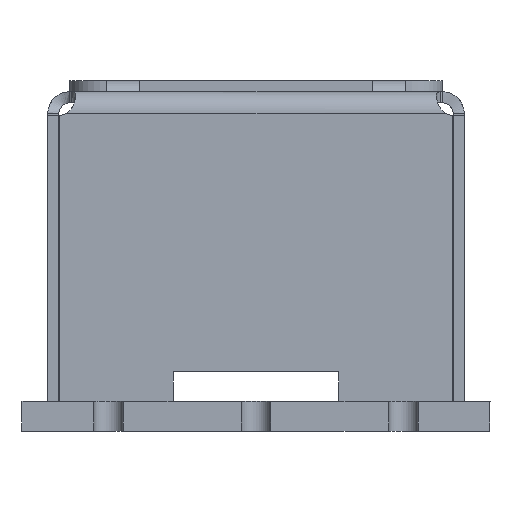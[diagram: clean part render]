
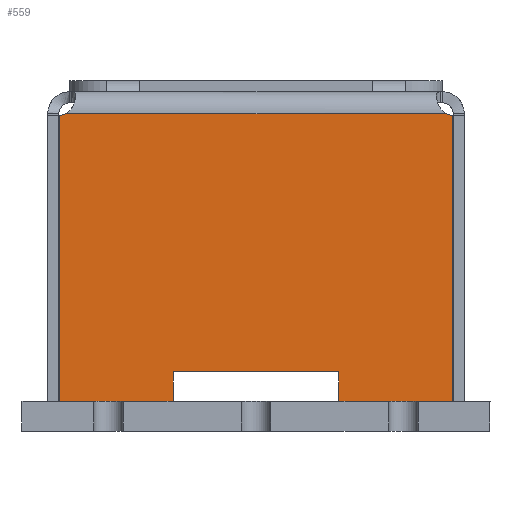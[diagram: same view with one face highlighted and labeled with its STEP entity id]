
A CAD part, left-side view. The second image highlights one B-rep face of the part: STEP entity #559.
In plain terms, the highlighted planar face has unit normal (-1, 0, 0).
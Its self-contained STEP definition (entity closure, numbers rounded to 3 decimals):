
#559=ADVANCED_FACE('',(#9120),#9122,.F.);
#9120=FACE_BOUND('',#9121,.T.);
#9121=EDGE_LOOP('',(#19921,#19922,#19923,#19924,#19925,#19926,#19927,#19928,#19929,
#19930,#19931,#19932,#19933,#19934,#19935,#19936,#19937,#19938));
#9122=PLANE('',#9123);
#9123=AXIS2_PLACEMENT_3D('',#9124,#9125,#9126);
#9124=CARTESIAN_POINT('',(-19.05,0.,9.213));
#9125=DIRECTION('',(1.,0.,0.));
#9126=DIRECTION('',(0.,0.,-1.));
#19921=ORIENTED_EDGE('',*,*,#24921,.F.);
#19922=ORIENTED_EDGE('',*,*,#24922,.F.);
#19923=ORIENTED_EDGE('',*,*,#24913,.F.);
#19924=ORIENTED_EDGE('',*,*,#24923,.F.);
#19925=ORIENTED_EDGE('',*,*,#24924,.T.);
#19926=ORIENTED_EDGE('',*,*,#24756,.T.);
#19927=ORIENTED_EDGE('',*,*,#24925,.F.);
#19928=ORIENTED_EDGE('',*,*,#24926,.F.);
#19929=ORIENTED_EDGE('',*,*,#24927,.T.);
#19930=ORIENTED_EDGE('',*,*,#24753,.T.);
#19931=ORIENTED_EDGE('',*,*,#24928,.T.);
#19932=ORIENTED_EDGE('',*,*,#24929,.T.);
#19933=ORIENTED_EDGE('',*,*,#24930,.T.);
#19934=ORIENTED_EDGE('',*,*,#24743,.T.);
#19935=ORIENTED_EDGE('',*,*,#24931,.F.);
#19936=ORIENTED_EDGE('',*,*,#24932,.F.);
#19937=ORIENTED_EDGE('',*,*,#24933,.T.);
#19938=ORIENTED_EDGE('',*,*,#24762,.T.);
#24743=EDGE_CURVE('',#27332,#27333,#27334,.T.);
#24753=EDGE_CURVE('',#27353,#27351,#27354,.T.);
#24756=EDGE_CURVE('',#27359,#27356,#27360,.T.);
#24762=EDGE_CURVE('',#27365,#27369,#27371,.T.);
#24913=EDGE_CURVE('',#27630,#27631,#27632,.T.);
#24921=EDGE_CURVE('',#27642,#27369,#27644,.T.);
#24922=EDGE_CURVE('',#27631,#27642,#27645,.T.);
#24923=EDGE_CURVE('',#27646,#27630,#27647,.T.);
#24924=EDGE_CURVE('',#27646,#27359,#27648,.T.);
#24925=EDGE_CURVE('',#27649,#27356,#27650,.T.);
#24926=EDGE_CURVE('',#27651,#27649,#27652,.T.);
#24927=EDGE_CURVE('',#27651,#27353,#27653,.T.);
#24928=EDGE_CURVE('',#27351,#27654,#27655,.T.);
#24929=EDGE_CURVE('',#27654,#27656,#27657,.T.);
#24930=EDGE_CURVE('',#27656,#27332,#27658,.T.);
#24931=EDGE_CURVE('',#27659,#27333,#27660,.T.);
#24932=EDGE_CURVE('',#27661,#27659,#27662,.T.);
#24933=EDGE_CURVE('',#27661,#27365,#27663,.T.);
#27332=VERTEX_POINT('',#31727);
#27333=VERTEX_POINT('',#31728);
#27334=LINE('',#31729,#31730);
#27351=VERTEX_POINT('',#31764);
#27353=VERTEX_POINT('',#31768);
#27354=LINE('',#31769,#31770);
#27356=VERTEX_POINT('',#31775);
#27359=VERTEX_POINT('',#31780);
#27360=LINE('',#31781,#31782);
#27365=VERTEX_POINT('',#31792);
#27369=VERTEX_POINT('',#31800);
#27371=LINE('',#31804,#31805);
#27630=VERTEX_POINT('',#32447);
#27631=VERTEX_POINT('',#32448);
#27632=LINE('',#32449,#32450);
#27642=VERTEX_POINT('',#32535);
#27644=LINE('',#32539,#32540);
#27645=CIRCLE('',#32542,0.45);
#27646=VERTEX_POINT('',#32546);
#27647=CIRCLE('',#32547,0.45);
#27648=LINE('',#32551,#32552);
#27649=VERTEX_POINT('',#32554);
#27650=LINE('',#32555,#32556);
#27651=VERTEX_POINT('',#32558);
#27652=LINE('',#32559,#32560);
#27653=LINE('',#32562,#32563);
#27654=VERTEX_POINT('',#32565);
#27655=LINE('',#32566,#32567);
#27656=VERTEX_POINT('',#32569);
#27657=LINE('',#32570,#32571);
#27658=LINE('',#32573,#32574);
#27659=VERTEX_POINT('',#32576);
#27660=LINE('',#32577,#32578);
#27661=VERTEX_POINT('',#32580);
#27662=LINE('',#32581,#32582);
#27663=LINE('',#32584,#32585);
#31727=CARTESIAN_POINT('',(-19.05,-2.25,0.813));
#31728=CARTESIAN_POINT('',(-19.05,-4.15,0.813));
#31729=CARTESIAN_POINT('',(-19.05,-2.25,0.813));
#31730=VECTOR('',#31731,1.);
#31731=DIRECTION('',(0.,-1.,0.));
#31764=CARTESIAN_POINT('',(-19.05,2.25,0.813));
#31768=CARTESIAN_POINT('',(-19.05,4.15,0.813));
#31769=CARTESIAN_POINT('',(-19.05,4.15,0.813));
#31770=VECTOR('',#31771,1.);
#31771=DIRECTION('',(0.,-1.,0.));
#31775=CARTESIAN_POINT('',(-19.05,4.65,0.813));
#31780=CARTESIAN_POINT('',(-19.05,5.343,0.813));
#31781=CARTESIAN_POINT('',(-19.05,5.343,0.813));
#31782=VECTOR('',#31783,1.);
#31783=DIRECTION('',(0.,-1.,0.));
#31792=CARTESIAN_POINT('',(-19.05,-4.65,0.813));
#31800=CARTESIAN_POINT('',(-19.05,-5.343,0.813));
#31804=CARTESIAN_POINT('',(-19.05,-4.65,0.813));
#31805=VECTOR('',#31806,1.);
#31806=DIRECTION('',(0.,-1.,0.));
#32447=CARTESIAN_POINT('',(-19.05,5.166,8.613));
#32448=CARTESIAN_POINT('',(-19.05,-5.166,8.613));
#32449=CARTESIAN_POINT('',(-19.05,5.166,8.613));
#32450=VECTOR('',#32451,1.);
#32451=DIRECTION('',(0.,-1.,0.));
#32535=CARTESIAN_POINT('',(-19.05,-5.343,8.577));
#32539=CARTESIAN_POINT('',(-19.05,-5.343,8.577));
#32540=VECTOR('',#32541,1.);
#32541=DIRECTION('',(0.,0.,-1.));
#32542=AXIS2_PLACEMENT_3D('',#32543,#32544,#32545);
#32543=CARTESIAN_POINT('',(-19.05,-5.343,9.027));
#32544=DIRECTION('',(-1.,0.,0.));
#32545=DIRECTION('',(0.,0.392,-0.92));
#32546=CARTESIAN_POINT('',(-19.05,5.343,8.577));
#32547=AXIS2_PLACEMENT_3D('',#32548,#32549,#32550);
#32548=CARTESIAN_POINT('',(-19.05,5.343,9.027));
#32549=DIRECTION('',(-1.,0.,0.));
#32550=DIRECTION('',(0.,0.,-1.));
#32551=CARTESIAN_POINT('',(-19.05,5.343,8.577));
#32552=VECTOR('',#32553,1.);
#32553=DIRECTION('',(0.,0.,-1.));
#32554=CARTESIAN_POINT('',(-19.05,4.65,0.013));
#32555=CARTESIAN_POINT('',(-19.05,4.65,0.013));
#32556=VECTOR('',#32557,1.);
#32557=DIRECTION('',(0.,0.,1.));
#32558=CARTESIAN_POINT('',(-19.05,4.15,0.013));
#32559=CARTESIAN_POINT('',(-19.05,4.15,0.013));
#32560=VECTOR('',#32561,1.);
#32561=DIRECTION('',(0.,1.,0.));
#32562=CARTESIAN_POINT('',(-19.05,4.15,0.013));
#32563=VECTOR('',#32564,1.);
#32564=DIRECTION('',(0.,0.,1.));
#32565=CARTESIAN_POINT('',(-19.05,2.25,1.613));
#32566=CARTESIAN_POINT('',(-19.05,2.25,0.813));
#32567=VECTOR('',#32568,1.);
#32568=DIRECTION('',(0.,0.,1.));
#32569=CARTESIAN_POINT('',(-19.05,-2.25,1.613));
#32570=CARTESIAN_POINT('',(-19.05,2.25,1.613));
#32571=VECTOR('',#32572,1.);
#32572=DIRECTION('',(0.,-1.,0.));
#32573=CARTESIAN_POINT('',(-19.05,-2.25,1.613));
#32574=VECTOR('',#32575,1.);
#32575=DIRECTION('',(0.,0.,-1.));
#32576=CARTESIAN_POINT('',(-19.05,-4.15,0.013));
#32577=CARTESIAN_POINT('',(-19.05,-4.15,0.013));
#32578=VECTOR('',#32579,1.);
#32579=DIRECTION('',(0.,0.,1.));
#32580=CARTESIAN_POINT('',(-19.05,-4.65,0.013));
#32581=CARTESIAN_POINT('',(-19.05,-4.65,0.013));
#32582=VECTOR('',#32583,1.);
#32583=DIRECTION('',(0.,1.,0.));
#32584=CARTESIAN_POINT('',(-19.05,-4.65,0.013));
#32585=VECTOR('',#32586,1.);
#32586=DIRECTION('',(0.,0.,1.));
